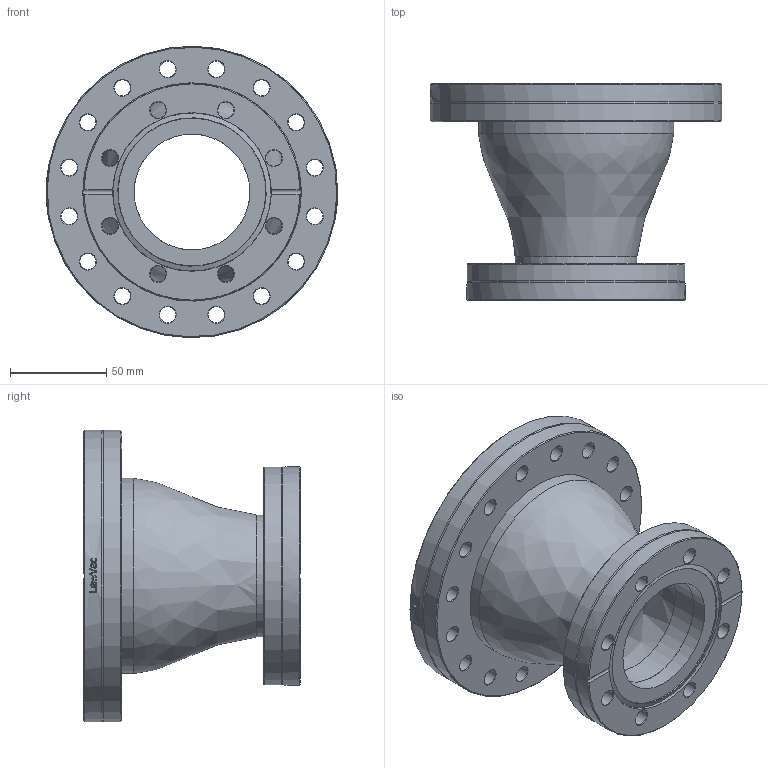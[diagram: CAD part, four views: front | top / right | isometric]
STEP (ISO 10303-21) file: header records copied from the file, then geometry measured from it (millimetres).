
FILE_DESCRIPTION(/* description */ (''),/* implementation_level */ '2;1');
FILE_NAME(/* name */ 'FL-CR100CF-63CF.stp',/* time_stamp */ '2018-01-26T10:56:20+00:00',/* author */ ('paul'),/* organization */ (''),/* preprocessor_version */ 'ST-DEVELOPER v16.13',/* originating_system */ 'Autodesk Inventor 2018',/* authorisation */ '');
FILE_SCHEMA (('AUTOMOTIVE_DESIGN { 1 0 10303 214 3 1 1 }'));
Length unit declared in the file: millimetre
Products named in the file (6): FL-CR100CF-63CF; FL-100CF-102; FL-63CFR-64; FL-63CF-OUT; FL-63CF-IN63.5; cone
Assembly tree (5 placements, depth 3):
  FL-CR100CF-63CF
    FL-100CF-102
    FL-63CFR-64
      FL-63CF-OUT
      FL-63CF-IN63.5
    cone
Bounding box: 151.6 x 112.7 x 151.6 mm (x, y, z)
Volume: 339740.3 mm3; surface area: 129891.7 mm2
Topology: 4 solids, 4 shells, 304 faces, 796 edges, 518 vertices
Faces by surface type: bspline 108, plane 74, cone 60, cylinder 60, torus 2
Full cylindrical faces by diameter (mm): 8.4 x24, 60.2 x1, 60.3 x1, 63.5 x1, 63.8 x1, 70.5 x1, 82.3 x1, 82.5 x1, 96.8 x1, 98.3 x1, 101.6 x1, 101.9 x1, 113.5 x2, 120.6 x1, 151.6 x2
Entity records: 31992 total; most frequent: CARTESIAN_POINT 25215, ORIENTED_EDGE 1340, DIRECTION 1164, EDGE_CURVE 670, VERTEX_POINT 490, EDGE_LOOP 476, AXIS2_PLACEMENT_3D 467, FACE_OUTER_BOUND 304
